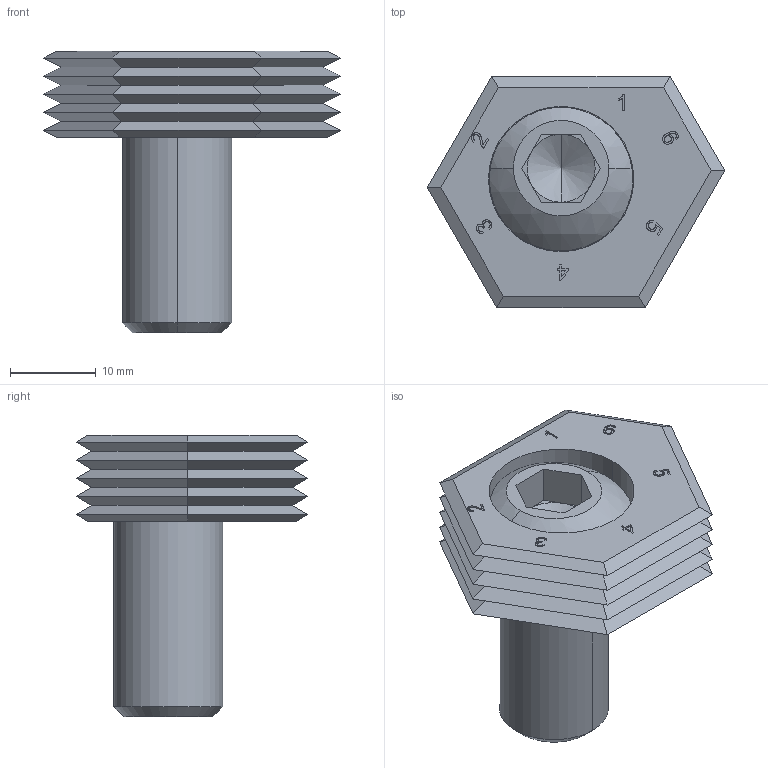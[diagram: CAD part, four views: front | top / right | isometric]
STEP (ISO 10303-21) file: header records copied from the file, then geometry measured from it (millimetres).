
FILE_DESCRIPTION (( 'STEP AP214' ), '1' );
FILE_NAME ('SW3dPS-95115.step', '2010-02-12T07:36:23', ( 'sysAdmin' ), ( 'SolidWorks' ), 'SwSTEP 2.0', 'SolidWorks 2010', '' );
FILE_SCHEMA (( 'AUTOMOTIVE_DESIGN' ));
Length unit declared in the file: inch
Products named in the file (3): SW3dPS-95115_10373; SW3dPS-95115; SW3dPS-95115_190115
Assembly tree (2 placements, depth 2):
  SW3dPS-95115
    SW3dPS-95115_10373
    SW3dPS-95115_190115
Bounding box: 34.64 x 27 x 32.77 mm (x, y, z)
Volume: 8448.2 mm3; surface area: 5036.2 mm2
Topology: 2 solids, 2 shells, 183 faces, 443 edges, 273 vertices
Faces by surface type: plane 120, bspline 49, cylinder 8, cone 4, sphere 2
Entity records: 9461 total; most frequent: CARTESIAN_POINT 5429, ORIENTED_EDGE 882, DIRECTION 643, EDGE_CURVE 441, VECTOR 313, LINE 313, VERTEX_POINT 273, EDGE_LOOP 196
